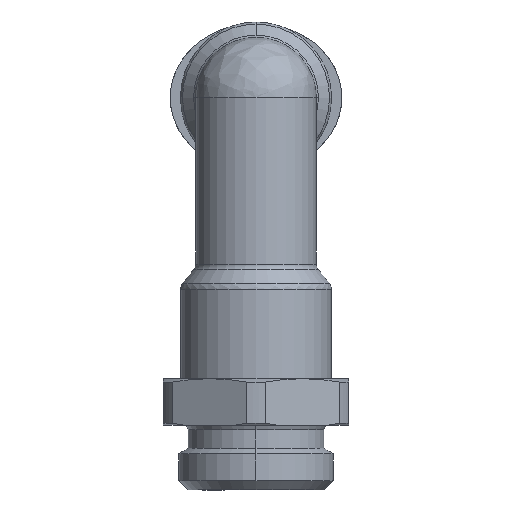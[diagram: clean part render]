
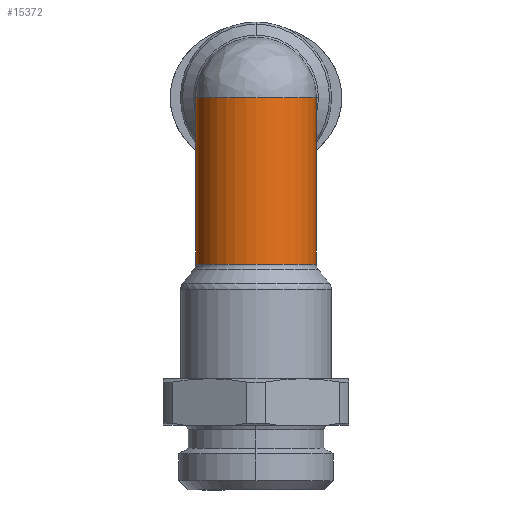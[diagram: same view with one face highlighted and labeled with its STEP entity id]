
A CAD part, front view. The second image highlights one B-rep face of the part: STEP entity #15372.
In plain terms, the highlighted cylindrical face has radius 6.5 mm (diameter 13 mm), a partial arc.
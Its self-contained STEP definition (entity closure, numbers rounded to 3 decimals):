
#191 = VECTOR ( 'NONE', #8581, 1000. ) ;
#406 = CIRCLE ( 'NONE', #655, 6.5 ) ;
#560 = CARTESIAN_POINT ( 'NONE',  ( -9.233, 0., 0. ) ) ;
#570 = VERTEX_POINT ( 'NONE', #10381 ) ;
#655 = AXIS2_PLACEMENT_3D ( 'NONE', #560, #12303, #1863 ) ;
#905 = VERTEX_POINT ( 'NONE', #3675 ) ;
#1115 = AXIS2_PLACEMENT_3D ( 'NONE', #11272, #7379, #16712 ) ;
#1122 = ORIENTED_EDGE ( 'NONE', *, *, #5003, .F. ) ;
#1435 = DIRECTION ( 'NONE',  ( 0., 0., 1. ) ) ;
#1706 = LINE ( 'NONE', #12802, #13529 ) ;
#1863 = DIRECTION ( 'NONE',  ( 0., -1., 0. ) ) ;
#2068 = EDGE_CURVE ( 'NONE', #9982, #570, #5342, .T. ) ;
#2424 = CYLINDRICAL_SURFACE ( 'NONE', #1115, 6.5 ) ;
#2813 = FACE_OUTER_BOUND ( 'NONE', #4538, .T. ) ;
#3355 = CARTESIAN_POINT ( 'NONE',  ( -9.233, 6.5, -9.15 ) ) ;
#3623 = ORIENTED_EDGE ( 'NONE', *, *, #14134, .T. ) ;
#3675 = CARTESIAN_POINT ( 'NONE',  ( -9.233, 6.5, -17.941 ) ) ;
#4538 = EDGE_LOOP ( 'NONE', ( #1122, #11771, #15055, #3623, #6916 ) ) ;
#4569 = DIRECTION ( 'NONE',  ( 0., 0., -1. ) ) ;
#5003 = EDGE_CURVE ( 'NONE', #905, #570, #15519, .T. ) ;
#5342 = CIRCLE ( 'NONE', #8317, 6.5 ) ;
#5459 = VERTEX_POINT ( 'NONE', #11836 ) ;
#6222 = CIRCLE ( 'NONE', #10406, 6.5 ) ;
#6804 = DIRECTION ( 'NONE',  ( 0., 0., 1. ) ) ;
#6916 = ORIENTED_EDGE ( 'NONE', *, *, #2068, .T. ) ;
#7379 = DIRECTION ( 'NONE',  ( 0., 0., 1. ) ) ;
#8317 = AXIS2_PLACEMENT_3D ( 'NONE', #16400, #4569, #13883 ) ;
#8581 = DIRECTION ( 'NONE',  ( 0., 0., 1. ) ) ;
#9402 = CARTESIAN_POINT ( 'NONE',  ( -9.233, 0., -17.941 ) ) ;
#9463 = DIRECTION ( 'NONE',  ( 0., -1., 0. ) ) ;
#9982 = VERTEX_POINT ( 'NONE', #14013 ) ;
#10381 = CARTESIAN_POINT ( 'NONE',  ( -9.233, 6.5, 0. ) ) ;
#10406 = AXIS2_PLACEMENT_3D ( 'NONE', #9402, #6804, #9463 ) ;
#11041 = CARTESIAN_POINT ( 'NONE',  ( -9.233, -6.5, -17.941 ) ) ;
#11272 = CARTESIAN_POINT ( 'NONE',  ( -9.233, 0., -9.15 ) ) ;
#11613 = EDGE_CURVE ( 'NONE', #905, #16429, #6222, .T. ) ;
#11771 = ORIENTED_EDGE ( 'NONE', *, *, #11613, .T. ) ;
#11836 = CARTESIAN_POINT ( 'NONE',  ( -9.233, -6.5, 0. ) ) ;
#12077 = EDGE_CURVE ( 'NONE', #16429, #5459, #1706, .T. ) ;
#12303 = DIRECTION ( 'NONE',  ( 0., 0., -1. ) ) ;
#12802 = CARTESIAN_POINT ( 'NONE',  ( -9.233, -6.5, -9.15 ) ) ;
#13529 = VECTOR ( 'NONE', #1435, 1000. ) ;
#13883 = DIRECTION ( 'NONE',  ( 0., -1., 0. ) ) ;
#14013 = CARTESIAN_POINT ( 'NONE',  ( -15.733, 0., 0. ) ) ;
#14134 = EDGE_CURVE ( 'NONE', #5459, #9982, #406, .T. ) ;
#15055 = ORIENTED_EDGE ( 'NONE', *, *, #12077, .T. ) ;
#15372 = ADVANCED_FACE ( 'NONE', ( #2813 ), #2424, .T. ) ;
#15519 = LINE ( 'NONE', #3355, #191 ) ;
#16400 = CARTESIAN_POINT ( 'NONE',  ( -9.233, 0., 0. ) ) ;
#16429 = VERTEX_POINT ( 'NONE', #11041 ) ;
#16712 = DIRECTION ( 'NONE',  ( 0., -1., 0. ) ) ;
